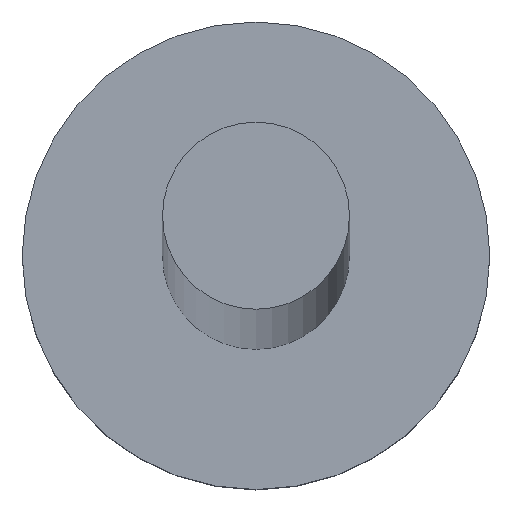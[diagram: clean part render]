
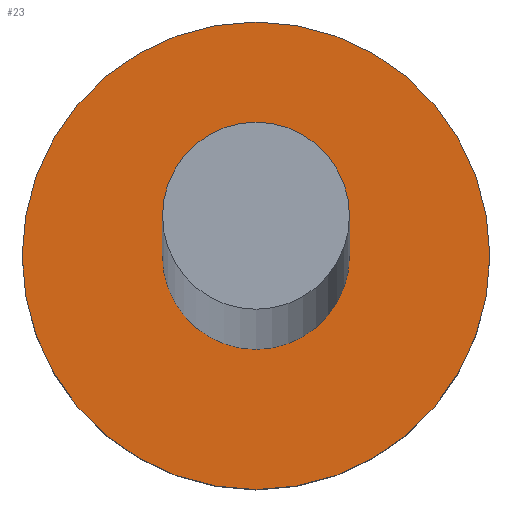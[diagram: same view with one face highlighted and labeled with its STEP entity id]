
A CAD part, top view. The second image highlights one B-rep face of the part: STEP entity #23.
In plain terms, the highlighted planar face has unit normal (0, 0, 1).
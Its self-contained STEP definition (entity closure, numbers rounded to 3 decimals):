
#8 = DIRECTION ( 'NONE',  ( 0., 0., 1. ) ) ;
#9 = DIRECTION ( 'NONE',  ( 1., 0., 0. ) ) ;
#12 = DIRECTION ( 'NONE',  ( 1., 0., 0. ) ) ;
#16 = AXIS2_PLACEMENT_3D ( 'NONE', #29, #52, #12 ) ;
#17 = CARTESIAN_POINT ( 'NONE',  ( 1.25, 0., 1.2 ) ) ;
#19 = EDGE_LOOP ( 'NONE', ( #41, #198 ) ) ;
#20 = CIRCLE ( 'NONE', #224, 0.5 ) ;
#22 = VERTEX_POINT ( 'NONE', #64 ) ;
#23 = ADVANCED_FACE ( 'NONE', ( #121, #246 ), #126, .T. ) ;
#25 = DIRECTION ( 'NONE',  ( 0., 0., 1. ) ) ;
#29 = CARTESIAN_POINT ( 'NONE',  ( 0., 0., 1.2 ) ) ;
#41 = ORIENTED_EDGE ( 'NONE', *, *, #53, .F. ) ;
#52 = DIRECTION ( 'NONE',  ( 0., 0., 1. ) ) ;
#53 = EDGE_CURVE ( 'NONE', #22, #155, #20, .T. ) ;
#63 = CARTESIAN_POINT ( 'NONE',  ( -1.25, 0., 1.2 ) ) ;
#64 = CARTESIAN_POINT ( 'NONE',  ( -0.5, 0., 1.2 ) ) ;
#65 = CARTESIAN_POINT ( 'NONE',  ( 0.5, 0., 1.2 ) ) ;
#66 = CARTESIAN_POINT ( 'NONE',  ( 0., 0., 1.2 ) ) ;
#71 = CIRCLE ( 'NONE', #16, 1.25 ) ;
#77 = CIRCLE ( 'NONE', #117, 1.25 ) ;
#79 = EDGE_CURVE ( 'NONE', #155, #22, #197, .T. ) ;
#81 = AXIS2_PLACEMENT_3D ( 'NONE', #120, #8, #124 ) ;
#91 = AXIS2_PLACEMENT_3D ( 'NONE', #179, #142, #9 ) ;
#92 = EDGE_LOOP ( 'NONE', ( #96, #158 ) ) ;
#95 = VERTEX_POINT ( 'NONE', #63 ) ;
#96 = ORIENTED_EDGE ( 'NONE', *, *, #215, .T. ) ;
#103 = CARTESIAN_POINT ( 'NONE',  ( 0., 0., 1.2 ) ) ;
#117 = AXIS2_PLACEMENT_3D ( 'NONE', #103, #186, #165 ) ;
#120 = CARTESIAN_POINT ( 'NONE',  ( 0., 0., 1.2 ) ) ;
#121 = FACE_BOUND ( 'NONE', #19, .T. ) ;
#124 = DIRECTION ( 'NONE',  ( 1., 0., 0. ) ) ;
#126 = PLANE ( 'NONE',  #91 ) ;
#142 = DIRECTION ( 'NONE',  ( 0., 0., 1. ) ) ;
#155 = VERTEX_POINT ( 'NONE', #65 ) ;
#158 = ORIENTED_EDGE ( 'NONE', *, *, #208, .T. ) ;
#165 = DIRECTION ( 'NONE',  ( 1., 0., 0. ) ) ;
#179 = CARTESIAN_POINT ( 'NONE',  ( 0., 0., 1.2 ) ) ;
#186 = DIRECTION ( 'NONE',  ( 0., 0., 1. ) ) ;
#197 = CIRCLE ( 'NONE', #81, 0.5 ) ;
#198 = ORIENTED_EDGE ( 'NONE', *, *, #79, .F. ) ;
#208 = EDGE_CURVE ( 'NONE', #242, #95, #71, .T. ) ;
#215 = EDGE_CURVE ( 'NONE', #95, #242, #77, .T. ) ;
#224 = AXIS2_PLACEMENT_3D ( 'NONE', #66, #25, #227 ) ;
#227 = DIRECTION ( 'NONE',  ( 1., 0., 0. ) ) ;
#242 = VERTEX_POINT ( 'NONE', #17 ) ;
#246 = FACE_OUTER_BOUND ( 'NONE', #92, .T. ) ;
